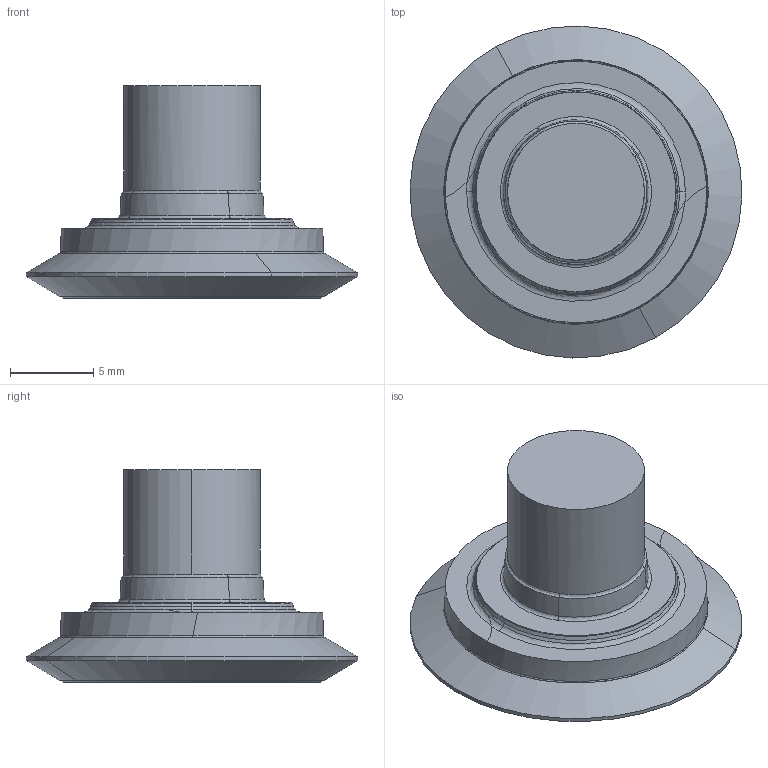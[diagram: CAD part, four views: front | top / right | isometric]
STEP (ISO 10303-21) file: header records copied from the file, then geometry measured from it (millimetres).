
FILE_DESCRIPTION(('CATIA V5 STEP','CAx-IF Rec.Pracs.--- Model Styling and Organization---1.2---2011-12-15'),'2;1');
FILE_NAME('3347901 L.stp','2022-01-02T12:16:28+00:00',('none'),('none'),'CATIA Version 5 Release 21 SP 5 (IN-10)','CATIA V5 STEP AP214','none');
FILE_SCHEMA(('AUTOMOTIVE_DESIGN { 1 0 10303 214 1 1 1 1 }'));
Length unit declared in the file: millimetre
Products named in the file (1): #5
Bounding box: 19.94 x 19.94 x 12.75 mm (x, y, z)
Volume: 1481.6 mm3; surface area: 1217.9 mm2
Topology: 2 solids, 2 shells, 50 faces, 116 edges, 71 vertices
Faces by surface type: revolution 26, bspline 15, plane 7, cylinder 2
Entity records: 1953 total; most frequent: CARTESIAN_POINT 1038, ORIENTED_EDGE 224, EDGE_CURVE 112, DIRECTION 82, B_SPLINE_CURVE_WITH_KNOTS 73, VERTEX_POINT 65, EDGE_LOOP 51, ADVANCED_FACE 50
